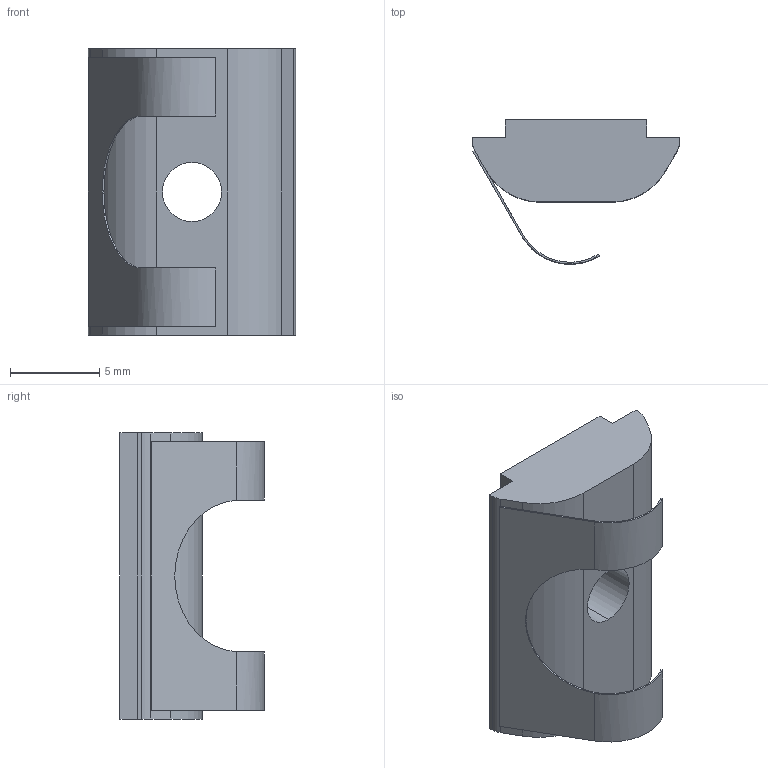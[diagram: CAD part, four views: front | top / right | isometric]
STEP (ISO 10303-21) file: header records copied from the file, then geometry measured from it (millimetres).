
FILE_DESCRIPTION (( 'STEP AP214' ), '1' );
FILE_NAME ('6218240', '2019-02-04T08:31:34', ( '' ), ('JUGARD+KÜNSTNER GmbH'), 'SwSTEP 2.0', 'SolidWorks 2017', '' );
FILE_SCHEMA (( 'AUTOMOTIVE_DESIGN' ));
Length unit declared in the file: millimetre
Products named in the file (1): 6218240_CNAJF00
Bounding box: 11.6 x 8.06 x 16 mm (x, y, z)
Volume: 654 mm3; surface area: 724.3 mm2
Topology: 1 solids, 1 shells, 34 faces, 92 edges, 60 vertices
Faces by surface type: plane 23, cylinder 11
Entity records: 1128 total; most frequent: CARTESIAN_POINT 193, ORIENTED_EDGE 184, DIRECTION 182, EDGE_CURVE 92, VECTOR 68, LINE 68, VERTEX_POINT 60, AXIS2_PLACEMENT_3D 57
